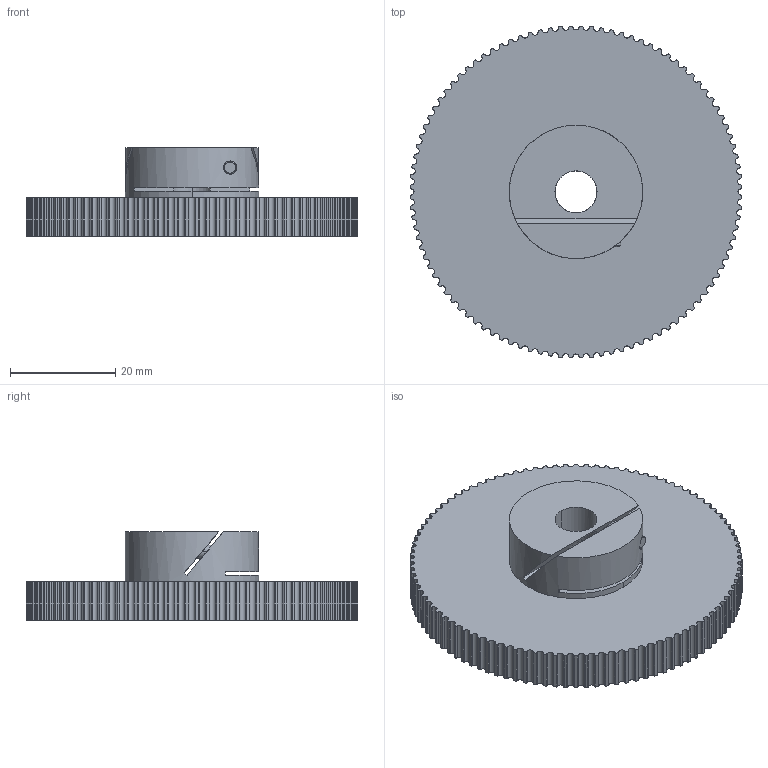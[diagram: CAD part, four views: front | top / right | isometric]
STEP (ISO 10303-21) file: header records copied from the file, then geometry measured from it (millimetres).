
FILE_DESCRIPTION((''),'2;1');
FILE_NAME('7','2023-10-20T',('SYSTEM'),(''),'PRO/ENGINEER BY PARAMETRIC TECHNOLOGY CORPORATION, 2016360','PRO/ENGINEER BY PARAMETRIC TECHNOLOGY CORPORATION, 2016360','');
FILE_SCHEMA(('AUTOMOTIVE_DESIGN { 1 0 10303 214 1 1 1 1 }'));
Length unit declared in the file: millimetre
Products named in the file (1): 7
Bounding box: 63.18 x 63.18 x 16.9 mm (x, y, z)
Volume: 26262.1 mm3; surface area: 10380.6 mm2
Topology: 1 solids, 1 shells, 442 faces, 1306 edges, 870 vertices
Faces by surface type: cylinder 415, plane 23, cone 4
Entity records: 15758 total; most frequent: DIRECTION 3009, CARTESIAN_POINT 2961, ORIENTED_EDGE 2612, EDGE_CURVE 1306, AXIS2_PLACEMENT_3D 1278, VERTEX_POINT 870, CIRCLE 836, VECTOR 453
